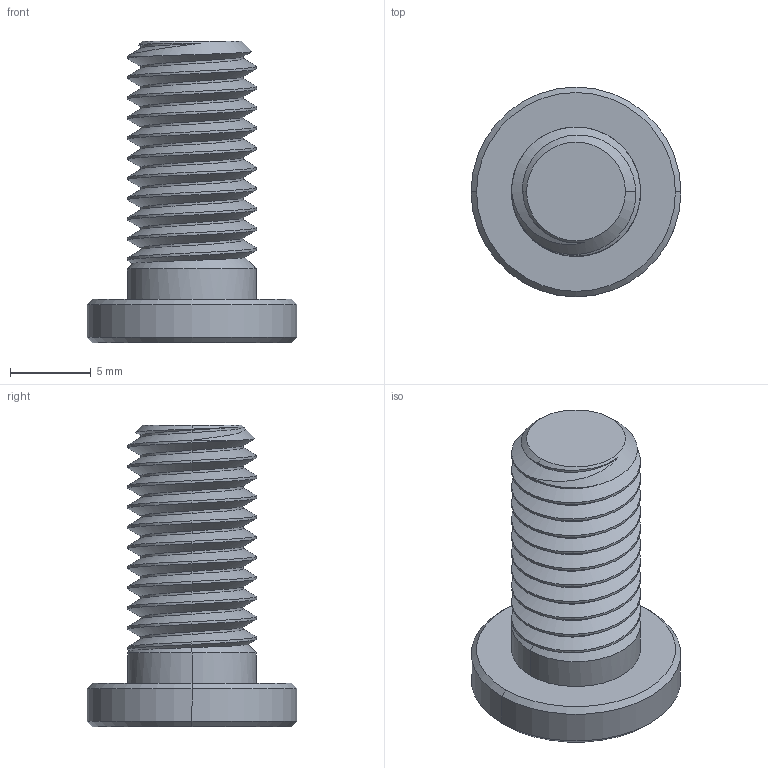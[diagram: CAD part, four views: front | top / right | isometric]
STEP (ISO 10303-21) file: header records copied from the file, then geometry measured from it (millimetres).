
FILE_DESCRIPTION (( 'STEP AP203' ), '1' );
FILE_NAME ('90358A025_Ultra-Low-Profile Socket Head Screw.STEP', '2022-05-09T20:31:42', ( 'Administrator' ), ( 'Managed by Terraform' ), 'SwSTEP 2.0', 'SolidWorks 2017', '' );
FILE_SCHEMA (( 'CONFIG_CONTROL_DESIGN' ));
Length unit declared in the file: millimetre
Products named in the file (1): 90358A025_Ultra-Low-Profile Socket Head Screw
Bounding box: 13 x 13 x 18.7 mm (x, y, z)
Volume: 979.1 mm3; surface area: 969.2 mm2
Topology: 1 solids, 1 shells, 75 faces, 195 edges, 124 vertices
Faces by surface type: cylinder 47, cone 16, plane 10, bspline 2
Entity records: 3614 total; most frequent: CARTESIAN_POINT 1987, ORIENTED_EDGE 390, DIRECTION 263, EDGE_CURVE 195, VERTEX_POINT 124, AXIS2_PLACEMENT_3D 98, EDGE_LOOP 77, FACE_OUTER_BOUND 75
